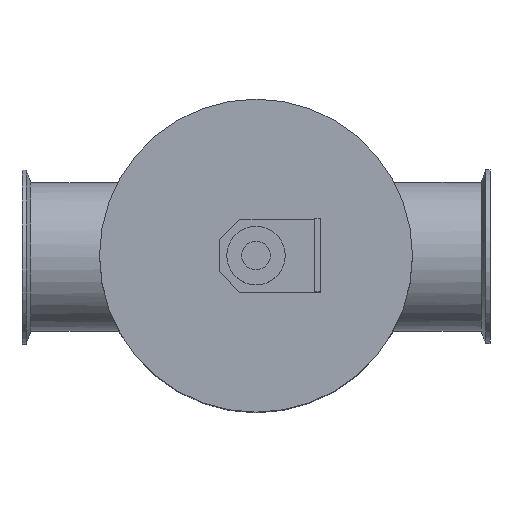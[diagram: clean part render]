
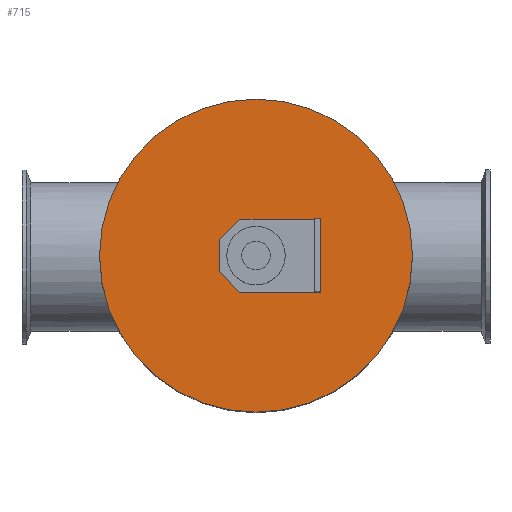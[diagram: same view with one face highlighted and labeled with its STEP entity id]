
A CAD part, top view. The second image highlights one B-rep face of the part: STEP entity #715.
In plain terms, the highlighted planar face has unit normal (0, 0, 1).
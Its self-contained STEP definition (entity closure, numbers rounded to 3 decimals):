
#180=FACE_OUTER_BOUND('',#238,.T.);
#238=EDGE_LOOP('',(#510));
#301=CIRCLE('',#844,107.);
#340=VERTEX_POINT('',#1183);
#405=EDGE_CURVE('',#340,#340,#301,.T.);
#510=ORIENTED_EDGE('',*,*,#405,.F.);
#684=PLANE('',#843);
#715=ADVANCED_FACE('',(#180),#684,.T.);
#843=AXIS2_PLACEMENT_3D('',#1182,#963,#964);
#844=AXIS2_PLACEMENT_3D('',#1184,#965,#966);
#963=DIRECTION('center_axis',(0.,0.,1.));
#964=DIRECTION('ref_axis',(1.,0.,0.));
#965=DIRECTION('center_axis',(0.,0.,-1.));
#966=DIRECTION('ref_axis',(-1.,0.,0.));
#1182=CARTESIAN_POINT('Origin',(-53.5,0.,412.8));
#1183=CARTESIAN_POINT('',(107.,0.,412.8));
#1184=CARTESIAN_POINT('Origin',(0.,0.,412.8));
